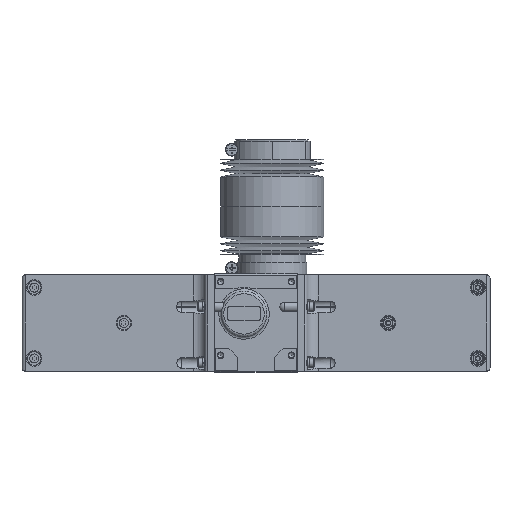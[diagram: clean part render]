
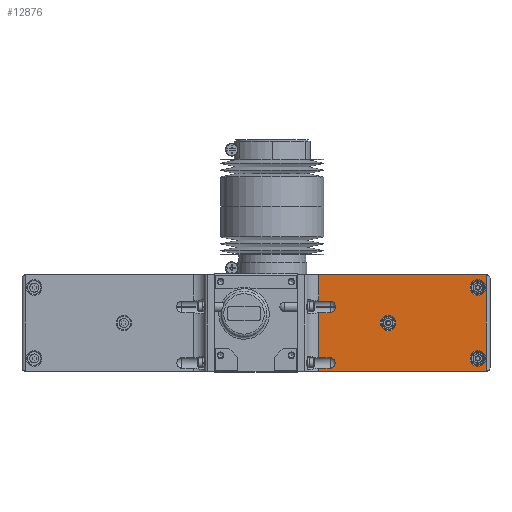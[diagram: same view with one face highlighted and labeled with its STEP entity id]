
A CAD part, top view. The second image highlights one B-rep face of the part: STEP entity #12876.
In plain terms, the highlighted face is planar.
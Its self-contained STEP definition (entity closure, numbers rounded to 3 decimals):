
#818=LINE('',#20170,#1861);
#820=LINE('',#20178,#1863);
#824=LINE('',#20192,#1867);
#826=LINE('',#20203,#1869);
#830=LINE('',#20227,#1873);
#831=LINE('',#20228,#1874);
#835=LINE('',#20252,#1878);
#836=LINE('',#20256,#1879);
#837=LINE('',#20257,#1880);
#838=LINE('',#20261,#1881);
#839=LINE('',#20265,#1882);
#1861=VECTOR('',#16047,1000.);
#1863=VECTOR('',#16055,1000.);
#1867=VECTOR('',#16071,1000.);
#1869=VECTOR('',#16077,1000.);
#1873=VECTOR('',#16085,1000.);
#1874=VECTOR('',#16086,1000.);
#1878=VECTOR('',#16102,1000.);
#1879=VECTOR('',#16105,1000.);
#1880=VECTOR('',#16106,1000.);
#1881=VECTOR('',#16109,1000.);
#1882=VECTOR('',#16112,1000.);
#3549=ORIENTED_EDGE('',*,*,#6651,.F.);
#3550=ORIENTED_EDGE('',*,*,#6652,.F.);
#3551=ORIENTED_EDGE('',*,*,#6653,.F.);
#3552=ORIENTED_EDGE('',*,*,#6654,.T.);
#3553=ORIENTED_EDGE('',*,*,#6655,.T.);
#3554=ORIENTED_EDGE('',*,*,#6656,.T.);
#3555=ORIENTED_EDGE('',*,*,#6644,.T.);
#3556=ORIENTED_EDGE('',*,*,#6621,.T.);
#3557=ORIENTED_EDGE('',*,*,#6632,.F.);
#3558=ORIENTED_EDGE('',*,*,#6625,.F.);
#3559=ORIENTED_EDGE('',*,*,#6643,.T.);
#3560=ORIENTED_EDGE('',*,*,#6657,.T.);
#3561=ORIENTED_EDGE('',*,*,#6658,.T.);
#3562=ORIENTED_EDGE('',*,*,#6659,.F.);
#3563=ORIENTED_EDGE('',*,*,#6660,.T.);
#3564=ORIENTED_EDGE('',*,*,#6661,.T.);
#3565=ORIENTED_EDGE('',*,*,#6635,.T.);
#6621=EDGE_CURVE('',#8270,#8269,#818,.T.);
#6625=EDGE_CURVE('',#8273,#8274,#820,.T.);
#6632=EDGE_CURVE('',#8274,#8269,#824,.T.);
#6635=EDGE_CURVE('',#8279,#8277,#826,.T.);
#6643=EDGE_CURVE('',#8273,#8286,#830,.T.);
#6644=EDGE_CURVE('',#8287,#8270,#831,.T.);
#6651=EDGE_CURVE('',#8293,#8293,#9390,.T.);
#6652=EDGE_CURVE('',#8294,#8294,#9391,.T.);
#6653=EDGE_CURVE('',#8295,#8295,#9392,.T.);
#6654=EDGE_CURVE('',#8277,#8296,#835,.F.);
#6655=EDGE_CURVE('',#8296,#8297,#9393,.T.);
#6656=EDGE_CURVE('',#8297,#8287,#836,.T.);
#6657=EDGE_CURVE('',#8286,#8298,#837,.F.);
#6658=EDGE_CURVE('',#8298,#8299,#9394,.T.);
#6659=EDGE_CURVE('',#8300,#8299,#838,.T.);
#6660=EDGE_CURVE('',#8300,#8301,#9395,.T.);
#6661=EDGE_CURVE('',#8301,#8279,#839,.T.);
#8269=VERTEX_POINT('',#20167);
#8270=VERTEX_POINT('',#20171);
#8273=VERTEX_POINT('',#20179);
#8274=VERTEX_POINT('',#20180);
#8277=VERTEX_POINT('',#20201);
#8279=VERTEX_POINT('',#20204);
#8286=VERTEX_POINT('',#20226);
#8287=VERTEX_POINT('',#20229);
#8293=VERTEX_POINT('',#20247);
#8294=VERTEX_POINT('',#20249);
#8295=VERTEX_POINT('',#20251);
#8296=VERTEX_POINT('',#20253);
#8297=VERTEX_POINT('',#20255);
#8298=VERTEX_POINT('',#20258);
#8299=VERTEX_POINT('',#20260);
#8300=VERTEX_POINT('',#20262);
#8301=VERTEX_POINT('',#20264);
#9390=CIRCLE('',#13979,6.);
#9391=CIRCLE('',#13980,6.);
#9392=CIRCLE('',#13981,6.);
#9393=CIRCLE('',#13982,4.);
#9394=CIRCLE('',#13983,4.);
#9395=CIRCLE('',#13984,4.);
#10097=EDGE_LOOP('',(#3549));
#10098=EDGE_LOOP('',(#3550));
#10099=EDGE_LOOP('',(#3551));
#10100=EDGE_LOOP('',(#3552,#3553,#3554,#3555,#3556,#3557,#3558,#3559,#3560,
#3561,#3562,#3563,#3564,#3565));
#11285=FACE_BOUND('',#10097,.T.);
#11286=FACE_BOUND('',#10098,.T.);
#11287=FACE_BOUND('',#10099,.T.);
#11288=FACE_BOUND('',#10100,.T.);
#12299=PLANE('',#13978);
#12876=ADVANCED_FACE('',(#11285,#11286,#11287,#11288),#12299,.F.);
#13978=AXIS2_PLACEMENT_3D('',#20245,#16094,#16095);
#13979=AXIS2_PLACEMENT_3D('',#20246,#16096,#16097);
#13980=AXIS2_PLACEMENT_3D('',#20248,#16098,#16099);
#13981=AXIS2_PLACEMENT_3D('',#20250,#16100,#16101);
#13982=AXIS2_PLACEMENT_3D('',#20254,#16103,#16104);
#13983=AXIS2_PLACEMENT_3D('',#20259,#16107,#16108);
#13984=AXIS2_PLACEMENT_3D('',#20263,#16110,#16111);
#16047=DIRECTION('',(-1.,0.,0.));
#16055=DIRECTION('',(-1.,0.,0.));
#16071=DIRECTION('',(0.,-1.,0.));
#16077=DIRECTION('',(0.,-1.,0.));
#16085=DIRECTION('',(0.,-1.,0.));
#16086=DIRECTION('',(0.,-1.,0.));
#16094=DIRECTION('',(0.,0.,1.));
#16095=DIRECTION('',(1.,0.,0.));
#16096=DIRECTION('',(0.,0.,-1.));
#16097=DIRECTION('',(-1.,0.,0.));
#16098=DIRECTION('',(0.,0.,-1.));
#16099=DIRECTION('',(-1.,0.,0.));
#16100=DIRECTION('',(0.,0.,-1.));
#16101=DIRECTION('',(-1.,0.,0.));
#16102=DIRECTION('',(1.,0.,0.));
#16103=DIRECTION('',(0.,0.,1.));
#16104=DIRECTION('',(1.,0.,0.));
#16105=DIRECTION('',(1.,0.,0.));
#16106=DIRECTION('',(1.,0.,0.));
#16107=DIRECTION('',(0.,0.,1.));
#16108=DIRECTION('',(1.,0.,0.));
#16109=DIRECTION('',(0.,1.,0.));
#16110=DIRECTION('',(0.,0.,1.));
#16111=DIRECTION('',(1.,0.,0.));
#16112=DIRECTION('',(1.,0.,0.));
#20167=CARTESIAN_POINT('',(-146.,-37.5,-16.));
#20170=CARTESIAN_POINT('',(-16.183,-37.5,-16.));
#20171=CARTESIAN_POINT('',(-16.183,-37.5,-16.));
#20178=CARTESIAN_POINT('',(-16.183,37.5,-16.));
#20179=CARTESIAN_POINT('',(-16.183,37.5,-16.));
#20180=CARTESIAN_POINT('',(-146.,37.5,-16.));
#20192=CARTESIAN_POINT('',(-146.,37.5,-16.));
#20201=CARTESIAN_POINT('',(-16.183,-27.,-16.));
#20203=CARTESIAN_POINT('',(-16.183,37.5,-16.));
#20204=CARTESIAN_POINT('',(-16.183,8.,-16.));
#20226=CARTESIAN_POINT('',(-16.183,17.,-16.));
#20227=CARTESIAN_POINT('',(-16.183,37.5,-16.));
#20228=CARTESIAN_POINT('',(-16.183,37.5,-16.));
#20229=CARTESIAN_POINT('',(-16.183,-35.,-16.));
#20245=CARTESIAN_POINT('',(-16.183,37.5,-16.));
#20246=CARTESIAN_POINT('',(-70.,0.,-16.));
#20247=CARTESIAN_POINT('',(-76.,0.,-16.));
#20248=CARTESIAN_POINT('',(-139.5,-27.5,-16.));
#20249=CARTESIAN_POINT('',(-145.5,-27.5,-16.));
#20250=CARTESIAN_POINT('',(-139.5,27.5,-16.));
#20251=CARTESIAN_POINT('',(-145.5,27.5,-16.));
#20252=CARTESIAN_POINT('',(-25.,-27.,-16.));
#20253=CARTESIAN_POINT('',(-25.,-27.,-16.));
#20254=CARTESIAN_POINT('',(-25.,-31.,-16.));
#20255=CARTESIAN_POINT('',(-25.,-35.,-16.));
#20256=CARTESIAN_POINT('',(-25.,-35.,-16.));
#20257=CARTESIAN_POINT('',(-25.,17.,-16.));
#20258=CARTESIAN_POINT('',(-25.,17.,-16.));
#20259=CARTESIAN_POINT('',(-25.,13.,-16.));
#20260=CARTESIAN_POINT('',(-29.,13.,-16.));
#20261=CARTESIAN_POINT('',(-29.,18.,-16.));
#20262=CARTESIAN_POINT('',(-29.,12.,-16.));
#20263=CARTESIAN_POINT('',(-25.,12.,-16.));
#20264=CARTESIAN_POINT('',(-25.,8.,-16.));
#20265=CARTESIAN_POINT('',(-25.,8.,-16.));
